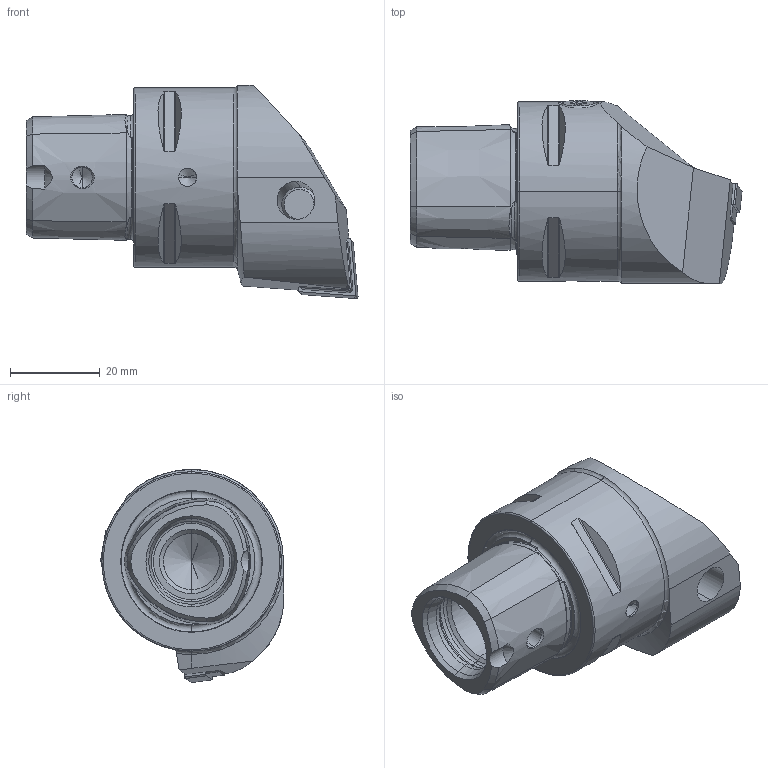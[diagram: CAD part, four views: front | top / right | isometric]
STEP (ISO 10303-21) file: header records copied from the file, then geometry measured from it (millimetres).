
FILE_DESCRIPTION (( 'STEP AP214' ), '1' );
FILE_NAME ('PS4.PCD.RLA.050-HP.STEP', '2020-09-11T11:32:18', ( '' ), ( '' ), 'SwSTEP 2.0', 'SolidWorks 2017', '' );
FILE_SCHEMA (( 'AUTOMOTIVE_DESIGN' ));
Length unit declared in the file: millimetre
Products named in the file (13): PS4-PCD.RLA.050-HP_B; CHP-ER1.015.006_A; WCD-ER3.101.000_A; PS4.PCD.RLA.050-HP; CHP-ER1.008.011_A; DIN 3771 - 13x1; WCD-ER1.101.000; CNMG120404; WCD-ER4.101.017_A; WCD-ER2.101.003_A; ISO 8752 2x8; CHP-ER1.015.006; DIN 7991 - M5x15
Assembly tree (12 placements, depth 3):
  PS4.PCD.RLA.050-HP
    PS4-PCD.RLA.050-HP_B
    WCD-ER2.101.003_A
    CNMG120404
    WCD-ER3.101.000_A
    WCD-ER4.101.017_A
    WCD-ER1.101.000
    CHP-ER1.015.006
      CHP-ER1.015.006_A
      DIN 3771 - 13x1
      DIN 7991 - M5x15
    ISO 8752 2x8
    CHP-ER1.008.011_A
Bounding box: 74 x 40.8 x 47.5 mm (x, y, z)
Volume: 52400.6 mm3; surface area: 17600.8 mm2
Topology: 11 solids, 11 shells, 460 faces, 1110 edges, 661 vertices
Faces by surface type: cone 139, plane 134, cylinder 116, torus 59, bspline 12
Entity records: 15105 total; most frequent: CARTESIAN_POINT 4078, DIRECTION 2199, ORIENTED_EDGE 2172, EDGE_CURVE 1086, AXIS2_PLACEMENT_3D 871, VERTEX_POINT 661, EDGE_LOOP 493, FACE_OUTER_BOUND 460
